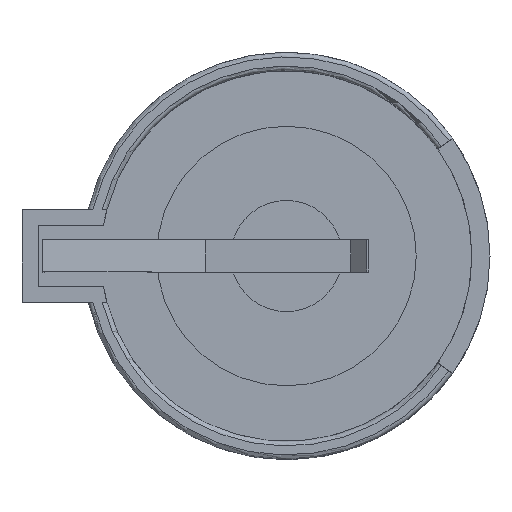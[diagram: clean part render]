
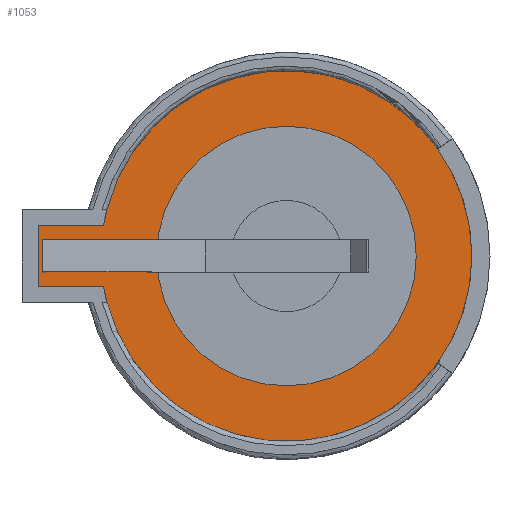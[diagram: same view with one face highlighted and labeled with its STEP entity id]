
A CAD part, top view. The second image highlights one B-rep face of the part: STEP entity #1053.
In plain terms, the highlighted planar face has unit normal (0, 0, 1).
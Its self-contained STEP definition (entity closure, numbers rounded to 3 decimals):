
#13=DIRECTION('',(0.,0.,1.));
#47=DIRECTION('',(1.,0.,0.));
#57=VECTOR('',#58,1.);
#58=DIRECTION('',(-1.,0.,0.));
#132=VECTOR('',#47,1.);
#236=DIRECTION('',(0.,1.,0.));
#573=CARTESIAN_POINT('',(3.999,2.9,3.64));
#583=CARTESIAN_POINT('',(3.999,-2.9,3.64));
#600=VERTEX_POINT('',#601);
#601=CARTESIAN_POINT('',(3.787,1.9,3.64));
#604=EDGE_CURVE('',#605,#600,#606,.T.);
#605=VERTEX_POINT('',#573);
#606=CIRCLE('',#607,11.57);
#607=AXIS2_PLACEMENT_3D('',#608,#13,#47);
#608=CARTESIAN_POINT('',(15.2,0.,3.64));
#610=EDGE_CURVE('',#611,#605,#606,.T.);
#611=VERTEX_POINT('',#612);
#612=CARTESIAN_POINT('',(26.77,0.,3.64));
#614=EDGE_CURVE('',#615,#611,#606,.T.);
#615=VERTEX_POINT('',#583);
#617=EDGE_CURVE('',#618,#615,#606,.T.);
#618=VERTEX_POINT('',#619);
#619=CARTESIAN_POINT('',(3.787,-1.9,3.64));
#628=ORIENTED_EDGE('',*,*,#629,.F.);
#629=EDGE_CURVE('',#630,#600,#632,.T.);
#630=VERTEX_POINT('',#631);
#631=CARTESIAN_POINT('',(-0.3,1.9,3.64));
#632=LINE('',#631,#132);
#641=ORIENTED_EDGE('',*,*,#642,.F.);
#642=EDGE_CURVE('',#643,#630,#645,.T.);
#643=VERTEX_POINT('',#644);
#644=CARTESIAN_POINT('',(-0.3,-1.9,3.64));
#645=LINE('',#644,#646);
#646=VECTOR('',#236,1.);
#656=ORIENTED_EDGE('',*,*,#657,.F.);
#657=EDGE_CURVE('',#618,#643,#658,.T.);
#658=LINE('',#659,#57);
#659=CARTESIAN_POINT('',(14.9,-1.9,3.64));
#1053=ADVANCED_FACE('',(#1054,#1060,#1092),#1099,.T.);
#1054=FACE_BOUND('',#1055,.T.);
#1055=EDGE_LOOP('',(#1056,#628,#641,#656,#1057,#1058,#1059));
#1056=ORIENTED_EDGE('',*,*,#604,.T.);
#1057=ORIENTED_EDGE('',*,*,#617,.T.);
#1058=ORIENTED_EDGE('',*,*,#614,.T.);
#1059=ORIENTED_EDGE('',*,*,#610,.T.);
#1060=FACE_BOUND('',#1061,.T.);
#1061=EDGE_LOOP('',(#1062,#1072,#1080,#1088));
#1062=ORIENTED_EDGE('',*,*,#1063,.F.);
#1063=EDGE_CURVE('',#1064,#1066,#1068,.T.);
#1064=VERTEX_POINT('',#1065);
#1065=CARTESIAN_POINT('',(0.1,-1.,3.64));
#1066=VERTEX_POINT('',#1067);
#1067=CARTESIAN_POINT('',(0.1,1.,3.64));
#1068=LINE('',#1069,#1070);
#1069=CARTESIAN_POINT('',(0.1,0.,3.64));
#1070=VECTOR('',#1071,1.);
#1071=DIRECTION('',(0.,1.,0.));
#1072=ORIENTED_EDGE('',*,*,#1073,.T.);
#1073=EDGE_CURVE('',#1064,#1074,#1076,.T.);
#1074=VERTEX_POINT('',#1075);
#1075=CARTESIAN_POINT('',(0.,-1.,3.64));
#1076=LINE('',#1077,#1078);
#1077=CARTESIAN_POINT('',(10.755,-1.,3.64));
#1078=VECTOR('',#1079,1.);
#1079=DIRECTION('',(-1.,0.,0.));
#1080=ORIENTED_EDGE('',*,*,#1081,.F.);
#1081=EDGE_CURVE('',#1082,#1074,#1084,.T.);
#1082=VERTEX_POINT('',#1083);
#1083=CARTESIAN_POINT('',(0.,1.,3.64));
#1084=LINE('',#1085,#1086);
#1085=CARTESIAN_POINT('',(0.,0.5,3.64));
#1086=VECTOR('',#1087,1.);
#1087=DIRECTION('',(0.,-1.,0.));
#1088=ORIENTED_EDGE('',*,*,#1089,.F.);
#1089=EDGE_CURVE('',#1066,#1082,#1090,.T.);
#1090=LINE('',#1091,#1078);
#1091=CARTESIAN_POINT('',(10.755,1.,3.64));
#1092=FACE_BOUND('',#1093,.T.);
#1093=EDGE_LOOP('',(#1094));
#1094=ORIENTED_EDGE('',*,*,#1095,.F.);
#1095=EDGE_CURVE('',#1096,#1096,#1098,.T.);
#1096=VERTEX_POINT('',#1097);
#1097=CARTESIAN_POINT('',(23.299,0.,3.64));
#1098=CIRCLE('',#607,8.099);
#1099=PLANE('',#1100);
#1100=AXIS2_PLACEMENT_3D('',#1101,#1102,#1103);
#1101=CARTESIAN_POINT('',(13.507,0.,3.64));
#1102=DIRECTION('',(0.,0.,1.));
#1103=DIRECTION('',(1.,0.,0.));
